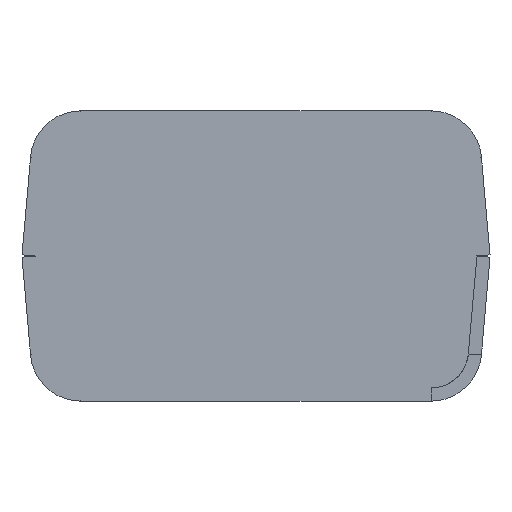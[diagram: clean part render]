
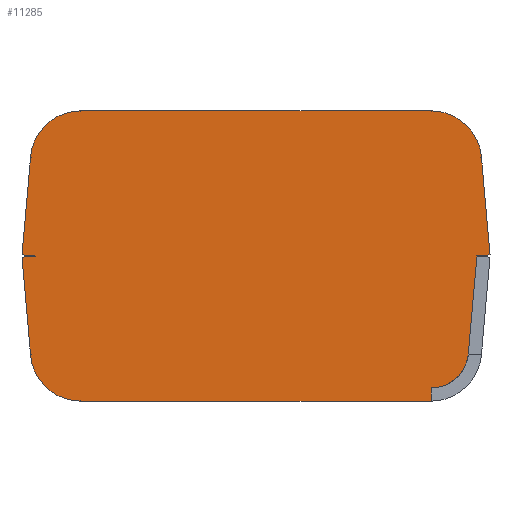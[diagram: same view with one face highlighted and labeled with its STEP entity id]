
A CAD part, left-side view. The second image highlights one B-rep face of the part: STEP entity #11285.
In plain terms, the highlighted planar face has unit normal (-1, 0, 0).
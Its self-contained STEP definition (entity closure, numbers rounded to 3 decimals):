
#1175=DIRECTION('',(0.,0.996,-0.087));
#1176=VECTOR('',#1175,4.24);
#1177=CARTESIAN_POINT('',(-48.72,-55.159,0.37));
#1178=LINE('',#1177,#1176);
#1183=CARTESIAN_POINT('',(-48.72,-36.193,-42.5));
#1184=CARTESIAN_POINT('',(-48.72,-37.11,-42.5));
#1185=CARTESIAN_POINT('',(-48.72,-38.761,-42.299));
#1186=CARTESIAN_POINT('',(-48.72,-41.595,-41.388));
#1187=CARTESIAN_POINT('',(-48.72,-44.461,-39.511));
#1188=CARTESIAN_POINT('',(-48.72,-46.587,-36.825));
#1189=CARTESIAN_POINT('',(-48.72,-47.745,-34.085));
#1190=CARTESIAN_POINT('',(-48.72,-48.09,-32.46));
#1191=CARTESIAN_POINT('',(-48.72,-48.17,-31.546));
#1193=DIRECTION('',(0.,-0.087,0.996));
#1194=VECTOR('',#1193,31.666);
#1195=CARTESIAN_POINT('',(-48.72,95.604,0.37));
#1196=LINE('',#1195,#1194);
#1197=CARTESIAN_POINT('',(-48.72,76.666,30.5));
#1198=DIRECTION('',(1.,0.,0.));
#1199=DIRECTION('',(0.,0.996,0.087));
#1200=AXIS2_PLACEMENT_3D('',#1197,#1198,#1199);
#1202=DIRECTION('',(0.,-1.,0.));
#1203=VECTOR('',#1202,112.859);
#1204=CARTESIAN_POINT('',(-48.72,76.666,46.74));
#1205=LINE('',#1204,#1203);
#1206=CARTESIAN_POINT('',(-48.72,-36.193,46.74));
#1207=CARTESIAN_POINT('',(-48.72,-36.997,46.74));
#1208=CARTESIAN_POINT('',(-48.72,-38.604,46.621));
#1209=CARTESIAN_POINT('',(-48.72,-40.963,46.088));
#1210=CARTESIAN_POINT('',(-48.72,-43.217,45.213));
#1211=CARTESIAN_POINT('',(-48.72,-45.317,44.015));
#1212=CARTESIAN_POINT('',(-48.72,-47.217,42.52));
#1213=CARTESIAN_POINT('',(-48.72,-48.876,40.761));
#1214=CARTESIAN_POINT('',(-48.72,-50.255,38.776));
#1215=CARTESIAN_POINT('',(-48.72,-51.326,36.609));
#1216=CARTESIAN_POINT('',(-48.72,-52.064,34.307));
#1217=CARTESIAN_POINT('',(-48.72,-52.324,32.717));
#1218=CARTESIAN_POINT('',(-48.72,-52.394,31.916));
#1220=DIRECTION('',(0.,-0.087,-0.996));
#1221=VECTOR('',#1220,31.667);
#1222=CARTESIAN_POINT('',(-48.72,-52.394,31.916));
#1223=LINE('',#1222,#1221);
#1224=DIRECTION('',(0.,-0.087,0.996));
#1225=VECTOR('',#1224,31.667);
#1226=CARTESIAN_POINT('',(-48.72,-48.17,-31.546));
#1227=LINE('',#1226,#1225);
#1228=DIRECTION('',(0.,0.,-1.));
#1229=VECTOR('',#1228,4.24);
#1230=CARTESIAN_POINT('',(-48.72,-36.193,-42.5));
#1231=LINE('',#1230,#1229);
#1284=DIRECTION('',(0.,-1.,0.));
#1285=VECTOR('',#1284,112.859);
#1286=CARTESIAN_POINT('',(-48.72,76.666,-46.74));
#1287=LINE('',#1286,#1285);
#1292=CARTESIAN_POINT('',(-48.72,76.666,-30.5));
#1293=DIRECTION('',(-1.,0.,0.));
#1294=DIRECTION('',(0.,0.996,-0.087));
#1295=AXIS2_PLACEMENT_3D('',#1292,#1293,#1294);
#1332=DIRECTION('',(0.,-0.087,-0.996));
#1333=VECTOR('',#1332,31.666);
#1334=CARTESIAN_POINT('',(-48.72,95.604,-0.37));
#1335=LINE('',#1334,#1333);
#1336=DIRECTION('',(0.,0.996,-0.087));
#1337=VECTOR('',#1336,4.24);
#1338=CARTESIAN_POINT('',(-48.72,91.38,0.));
#1339=LINE('',#1338,#1337);
#1352=DIRECTION('',(0.,-0.996,-0.087));
#1353=VECTOR('',#1352,4.24);
#1354=CARTESIAN_POINT('',(-48.72,95.604,0.37));
#1355=LINE('',#1354,#1353);
#9657=CARTESIAN_POINT('',(-48.72,95.604,0.37));
#9658=CARTESIAN_POINT('',(-48.72,92.844,31.915));
#9659=VERTEX_POINT('',#9657);
#9660=VERTEX_POINT('',#9658);
#9661=CARTESIAN_POINT('',(-48.72,76.666,46.74));
#9662=VERTEX_POINT('',#9661);
#9663=CARTESIAN_POINT('',(-48.72,-36.193,46.74));
#9664=VERTEX_POINT('',#9663);
#9665=VERTEX_POINT('',#1218);
#9666=CARTESIAN_POINT('',(-48.72,-55.159,0.37));
#9667=VERTEX_POINT('',#9666);
#9678=CARTESIAN_POINT('',(-48.72,-50.935,0.));
#9680=VERTEX_POINT('',#9678);
#9684=CARTESIAN_POINT('',(-48.72,95.604,-0.37));
#9685=CARTESIAN_POINT('',(-48.72,92.844,-31.915));
#9686=VERTEX_POINT('',#9684);
#9687=VERTEX_POINT('',#9685);
#9688=CARTESIAN_POINT('',(-48.72,76.666,-46.74));
#9689=VERTEX_POINT('',#9688);
#9690=CARTESIAN_POINT('',(-48.72,-36.193,-46.74));
#9691=VERTEX_POINT('',#9690);
#9702=CARTESIAN_POINT('',(-48.72,-36.193,-42.5));
#9703=VERTEX_POINT('',#9702);
#9704=CARTESIAN_POINT('',(-48.72,91.38,0.));
#9705=VERTEX_POINT('',#9704);
#9708=CARTESIAN_POINT('',(-48.72,-48.17,-31.546));
#9709=VERTEX_POINT('',#9708);
#11252=CARTESIAN_POINT('',(-48.72,105.918,44.612));
#11253=DIRECTION('',(1.,0.,0.));
#11254=DIRECTION('',(0.,0.,-1.));
#11255=AXIS2_PLACEMENT_3D('',#11252,#11253,#11254);
#11256=PLANE('',#11255);
#11257=ORIENTED_EDGE('',*,*,#10706,.F.);
#11259=ORIENTED_EDGE('',*,*,#11258,.T.);
#11261=ORIENTED_EDGE('',*,*,#11260,.F.);
#11263=ORIENTED_EDGE('',*,*,#11262,.F.);
#11265=ORIENTED_EDGE('',*,*,#11264,.F.);
#11267=ORIENTED_EDGE('',*,*,#11266,.F.);
#11269=ORIENTED_EDGE('',*,*,#11268,.F.);
#11271=ORIENTED_EDGE('',*,*,#11270,.T.);
#11273=ORIENTED_EDGE('',*,*,#11272,.T.);
#11275=ORIENTED_EDGE('',*,*,#11274,.T.);
#11277=ORIENTED_EDGE('',*,*,#11276,.T.);
#11279=ORIENTED_EDGE('',*,*,#11278,.T.);
#11280=ORIENTED_EDGE('',*,*,#11244,.T.);
#11282=ORIENTED_EDGE('',*,*,#11281,.F.);
#11283=EDGE_LOOP('',(#11257,#11259,#11261,#11263,#11265,#11267,#11269,#11271,
#11273,#11275,#11277,#11279,#11280,#11282));
#11284=FACE_OUTER_BOUND('',#11283,.F.);
#11285=ADVANCED_FACE('',(#11284),#11256,.F.);
#1192=B_SPLINE_CURVE_WITH_KNOTS('',3,(#1183,#1184,#1185,#1186,#1187,#1188,#1189,
#1190,#1191),.UNSPECIFIED.,.F.,.F.,(4,1,1,1,1,1,4),(0.,0.125,0.25,0.5,
0.75,0.875,1.),.UNSPECIFIED.);
#1201=CIRCLE('',#1200,16.24);
#1219=B_SPLINE_CURVE_WITH_KNOTS('',3,(#1206,#1207,#1208,#1209,#1210,#1211,#1212,
#1213,#1214,#1215,#1216,#1217,#1218),.UNSPECIFIED.,.F.,.F.,(4,1,1,1,1,1,1,1,1,1,
4),(0.,0.1,0.2,0.3,0.4,0.5,0.6,0.7,0.8,0.9,1.),
.UNSPECIFIED.);
#1296=CIRCLE('',#1295,16.24);
#10706=EDGE_CURVE('',#9703,#9709,#1192,.T.);
#11244=EDGE_CURVE('',#9667,#9680,#1178,.T.);
#11258=EDGE_CURVE('',#9703,#9691,#1231,.T.);
#11260=EDGE_CURVE('',#9689,#9691,#1287,.T.);
#11262=EDGE_CURVE('',#9687,#9689,#1296,.T.);
#11264=EDGE_CURVE('',#9686,#9687,#1335,.T.);
#11266=EDGE_CURVE('',#9705,#9686,#1339,.T.);
#11268=EDGE_CURVE('',#9659,#9705,#1355,.T.);
#11270=EDGE_CURVE('',#9659,#9660,#1196,.T.);
#11272=EDGE_CURVE('',#9660,#9662,#1201,.T.);
#11274=EDGE_CURVE('',#9662,#9664,#1205,.T.);
#11276=EDGE_CURVE('',#9664,#9665,#1219,.T.);
#11278=EDGE_CURVE('',#9665,#9667,#1223,.T.);
#11281=EDGE_CURVE('',#9709,#9680,#1227,.T.);
